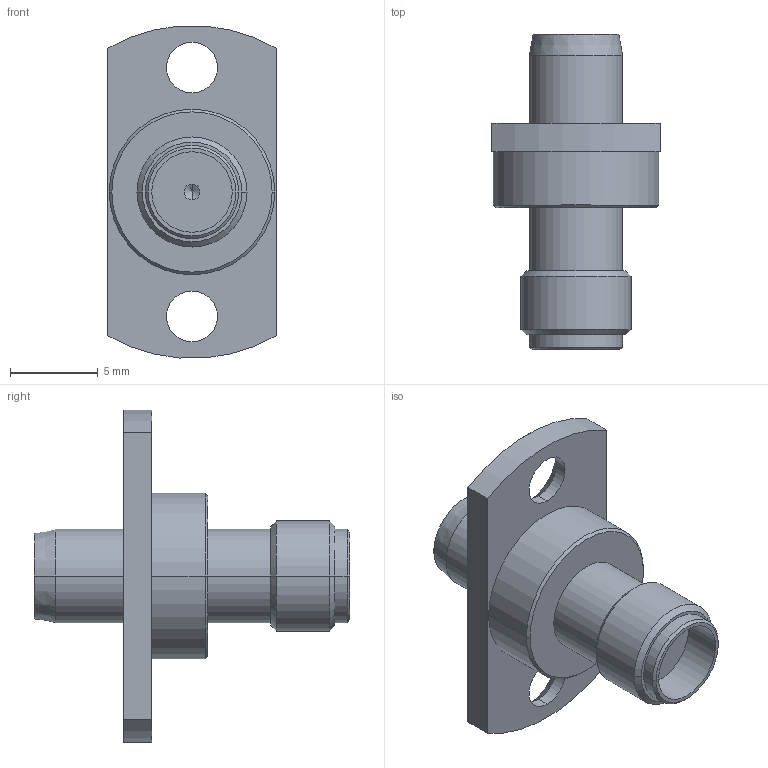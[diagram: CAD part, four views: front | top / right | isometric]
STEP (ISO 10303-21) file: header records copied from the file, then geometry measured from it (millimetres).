
FILE_DESCRIPTION (( 'STEP AP214' ), '1' );
FILE_NAME ('37065~0.STEP', '2018-03-27T07:06:37', ( '' ), ( '' ), 'SwSTEP 2.0', 'SolidWorks 2016', '' );
FILE_SCHEMA (( 'AUTOMOTIVE_DESIGN' ));
Length unit declared in the file: millimetre
Products named in the file (1): 37065~0
Bounding box: 9.6 x 18 x 18.95 mm (x, y, z)
Volume: 692.9 mm3; surface area: 880.4 mm2
Topology: 1 solids, 1 shells, 54 faces, 114 edges, 69 vertices
Faces by surface type: cylinder 24, cone 16, plane 12, torus 2
Entity records: 1598 total; most frequent: DIRECTION 288, CARTESIAN_POINT 236, ORIENTED_EDGE 224, AXIS2_PLACEMENT_3D 121, EDGE_CURVE 112, VERTEX_POINT 69, EDGE_LOOP 67, CIRCLE 66
